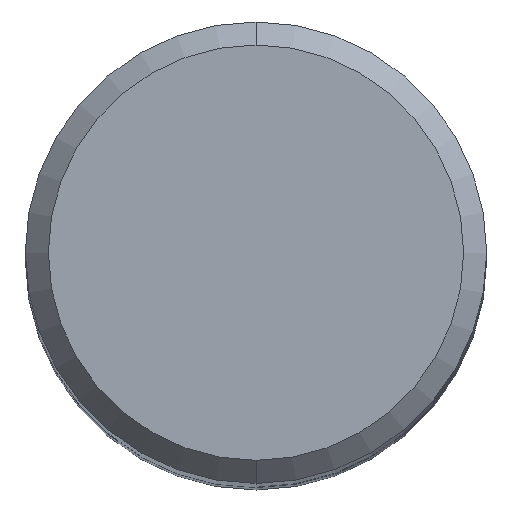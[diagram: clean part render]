
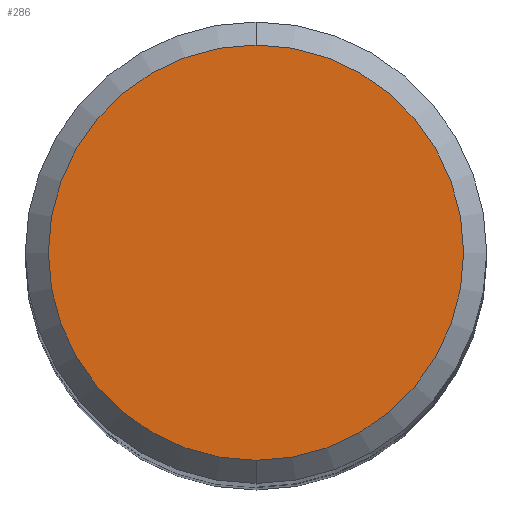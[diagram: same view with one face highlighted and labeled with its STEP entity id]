
A CAD part, top view. The second image highlights one B-rep face of the part: STEP entity #286.
In plain terms, the highlighted planar face has unit normal (0, 0, 1).
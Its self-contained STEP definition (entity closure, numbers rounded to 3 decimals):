
#260=EDGE_CURVE('',#398,#348,#563,.T.);
#286=ADVANCED_FACE('',(#593),#594,.T.);
#342=EDGE_CURVE('',#348,#398,#654,.T.);
#348=VERTEX_POINT('',#661);
#398=VERTEX_POINT('',#715);
#563=CIRCLE('',#929,5.4);
#593=FACE_OUTER_BOUND('',#1011,.T.);
#594=PLANE('',#1012);
#654=CIRCLE('',#1166,5.4);
#661=CARTESIAN_POINT('',(0.,-5.4,0.0));
#715=CARTESIAN_POINT('',(0.0,5.4,0.0));
#929=AXIS2_PLACEMENT_3D('',#1567,#1568,#1569);
#1011=EDGE_LOOP('',(#1611,#1612));
#1012=AXIS2_PLACEMENT_3D('',#1613,#1614,#1615);
#1166=AXIS2_PLACEMENT_3D('',#1669,#1670,#1671);
#1567=CARTESIAN_POINT('',(0.0,0.0,0.0));
#1568=DIRECTION('',(0.0,0.0,-1.0));
#1569=DIRECTION('',(0.0,1.0,0.0));
#1611=ORIENTED_EDGE('',*,*,#260,.F.);
#1612=ORIENTED_EDGE('',*,*,#342,.F.);
#1613=CARTESIAN_POINT('',(0.0,2.7,0.0));
#1614=DIRECTION('',(-0.0,0.0,1.0));
#1615=DIRECTION('',(0.0,-1.0,0.0));
#1669=CARTESIAN_POINT('',(0.0,0.0,0.0));
#1670=DIRECTION('',(0.0,0.0,-1.0));
#1671=DIRECTION('',(0.0,1.0,0.0));
